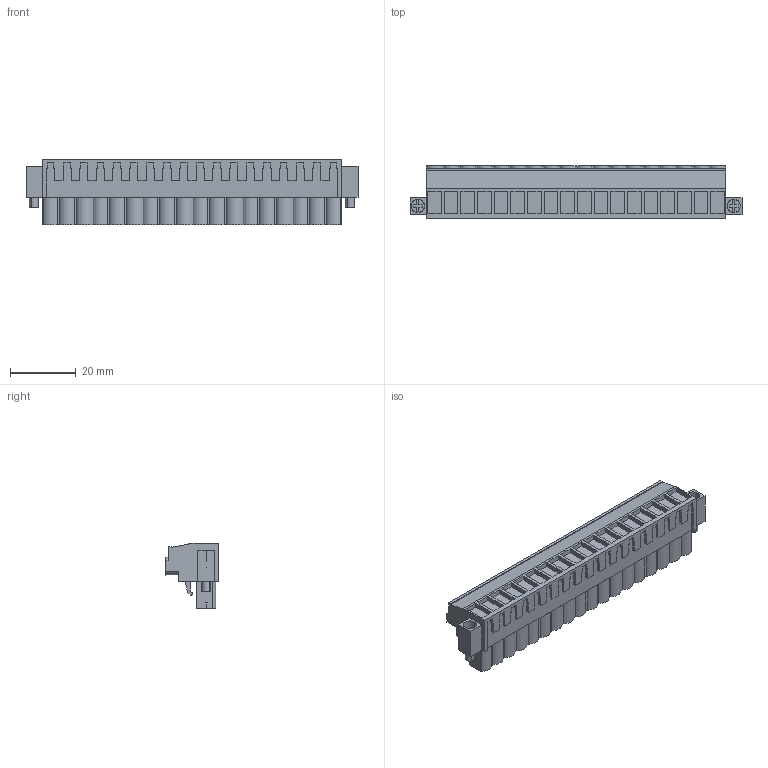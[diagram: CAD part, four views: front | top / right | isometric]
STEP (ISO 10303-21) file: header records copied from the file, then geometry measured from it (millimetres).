
FILE_DESCRIPTION(('CATIA V5 STEP','CAx-IF Rec.Pracs.--- Model Styling and Organization---1.2---2011-12-15'),'2;1');
FILE_NAME ('D1459927_0_1944250000_1944250000.stp','2017-05-22T09:59:30+00:00',('none'),('Weidmueller'),'CATIA Version 5-6 Release 2014','CATIA V5 STEP AP214','none');
FILE_SCHEMA(('AUTOMOTIVE_DESIGN { 1 0 10303 214 1 1 1 1 }'));
Length unit declared in the file: millimetre
Products named in the file (1): 1944250000
Bounding box: 101.24 x 16.1 x 20.05 mm (x, y, z)
Volume: 17411.7 mm3; surface area: 11332.9 mm2
Topology: 21 solids, 21 shells, 1252 faces, 3529 edges, 2396 vertices
Faces by surface type: plane 1066, cylinder 186
Entity records: 37010 total; most frequent: ORIENTED_EDGE 7058, CARTESIAN_POINT 6626, DIRECTION 4929, EDGE_CURVE 3529, VECTOR 3077, LINE 3077, VERTEX_POINT 2396, EDGE_LOOP 1333
